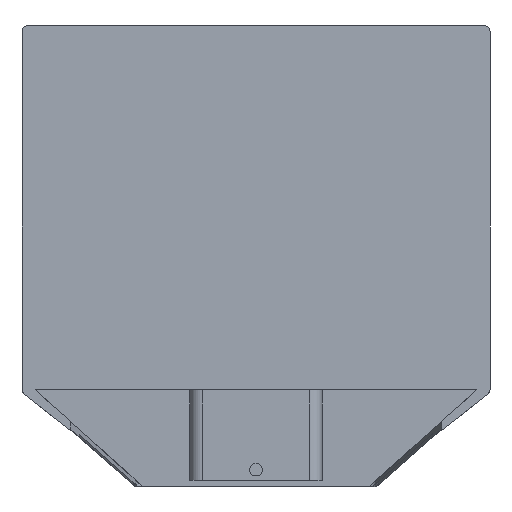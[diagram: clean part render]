
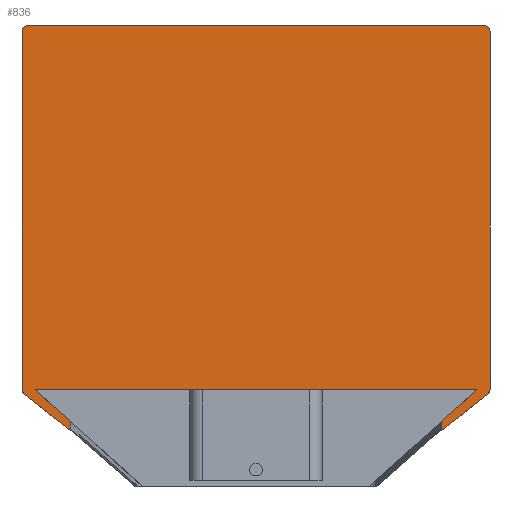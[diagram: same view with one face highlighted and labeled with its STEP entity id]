
A CAD part, front view. The second image highlights one B-rep face of the part: STEP entity #836.
In plain terms, the highlighted planar face has unit normal (0, -1, 0).
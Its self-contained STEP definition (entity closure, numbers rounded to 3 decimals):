
#85 = EDGE_CURVE ( 'NONE', #3356, #2802, #1499, .T. ) ;
#102 = CARTESIAN_POINT ( 'NONE',  ( 68.336, 0., -40.5 ) ) ;
#115 = EDGE_CURVE ( 'NONE', #4915, #2848, #7563, .T. ) ;
#182 = ORIENTED_EDGE ( 'NONE', *, *, #1457, .T. ) ;
#344 = VERTEX_POINT ( 'NONE', #5545 ) ;
#360 = ORIENTED_EDGE ( 'NONE', *, *, #1617, .F. ) ;
#473 = ORIENTED_EDGE ( 'NONE', *, *, #4799, .T. ) ;
#532 = AXIS2_PLACEMENT_3D ( 'NONE', #4008, #3429, #5350 ) ;
#648 = CARTESIAN_POINT ( 'NONE',  ( 72.5, 0., -40.29 ) ) ;
#649 = CARTESIAN_POINT ( 'NONE',  ( -47.48, 0., -60.803 ) ) ;
#652 = VECTOR ( 'NONE', #4303, 1000. ) ;
#674 = CARTESIAN_POINT ( 'NONE',  ( 57.5, 0., -52.7 ) ) ;
#777 = VERTEX_POINT ( 'NONE', #5036 ) ;
#803 = VECTOR ( 'NONE', #5968, 1000. ) ;
#813 = VERTEX_POINT ( 'NONE', #6211 ) ;
#836 = ADVANCED_FACE ( 'NONE', ( #7798 ), #7128, .T. ) ;
#860 = LINE ( 'NONE', #3960, #3005 ) ;
#867 = CARTESIAN_POINT ( 'NONE',  ( -70.5, 0., 70.5 ) ) ;
#873 = ORIENTED_EDGE ( 'NONE', *, *, #85, .F. ) ;
#965 = CARTESIAN_POINT ( 'NONE',  ( -57.5, 0., -50.268 ) ) ;
#988 = VECTOR ( 'NONE', #2000, 1000. ) ;
#1015 = VERTEX_POINT ( 'NONE', #965 ) ;
#1252 = CARTESIAN_POINT ( 'NONE',  ( 68.336, 0., -40.5 ) ) ;
#1285 = CARTESIAN_POINT ( 'NONE',  ( -72.5, 0., 70.5 ) ) ;
#1457 = EDGE_CURVE ( 'NONE', #6185, #8202, #1873, .T. ) ;
#1499 = LINE ( 'NONE', #7773, #6494 ) ;
#1508 = EDGE_CURVE ( 'NONE', #5059, #8202, #7437, .T. ) ;
#1511 = DIRECTION ( 'NONE',  ( 0., -1., 0. ) ) ;
#1527 = EDGE_CURVE ( 'NONE', #6087, #777, #6271, .T. ) ;
#1588 = CARTESIAN_POINT ( 'NONE',  ( 70.5, 0., -40.29 ) ) ;
#1617 = EDGE_CURVE ( 'NONE', #4915, #5927, #8075, .T. ) ;
#1654 = ORIENTED_EDGE ( 'NONE', *, *, #1527, .F. ) ;
#1677 = EDGE_CURVE ( 'NONE', #5534, #6185, #5842, .T. ) ;
#1873 = CIRCLE ( 'NONE', #7886, 2. ) ;
#1928 = ORIENTED_EDGE ( 'NONE', *, *, #1677, .T. ) ;
#1999 = EDGE_CURVE ( 'NONE', #2909, #2848, #5617, .T. ) ;
#2000 = DIRECTION ( 'NONE',  ( -0.743, 0., -0.67 ) ) ;
#2013 = AXIS2_PLACEMENT_3D ( 'NONE', #3301, #3972, #3931 ) ;
#2060 = DIRECTION ( 'NONE',  ( 0.661, 0., 0.751 ) ) ;
#2132 = ORIENTED_EDGE ( 'NONE', *, *, #1508, .F. ) ;
#2274 = CIRCLE ( 'NONE', #2013, 2. ) ;
#2463 = CARTESIAN_POINT ( 'NONE',  ( 72.5, 0., 72.5 ) ) ;
#2583 = EDGE_LOOP ( 'NONE', ( #5407, #4583, #7525, #473, #3912, #5033, #1654, #7452, #873, #5717, #1928, #182, #2132, #3373, #360, #2645 ) ) ;
#2631 = CARTESIAN_POINT ( 'NONE',  ( -57.5, 0., -100.5 ) ) ;
#2645 = ORIENTED_EDGE ( 'NONE', *, *, #115, .T. ) ;
#2802 = VERTEX_POINT ( 'NONE', #6310 ) ;
#2848 = VERTEX_POINT ( 'NONE', #1285 ) ;
#2909 = VERTEX_POINT ( 'NONE', #7689 ) ;
#3005 = VECTOR ( 'NONE', #3328, 1000. ) ;
#3016 = DIRECTION ( 'NONE',  ( -1., 0., 0. ) ) ;
#3301 = CARTESIAN_POINT ( 'NONE',  ( -70.5, 0., -40.29 ) ) ;
#3328 = DIRECTION ( 'NONE',  ( -0.661, 0., 0.751 ) ) ;
#3356 = VERTEX_POINT ( 'NONE', #674 ) ;
#3373 = ORIENTED_EDGE ( 'NONE', *, *, #5249, .T. ) ;
#3390 = LINE ( 'NONE', #102, #988 ) ;
#3429 = DIRECTION ( 'NONE',  ( 0., -1., 0. ) ) ;
#3764 = VECTOR ( 'NONE', #5226, 1000. ) ;
#3823 = CARTESIAN_POINT ( 'NONE',  ( -72.5, 0., 72.5 ) ) ;
#3879 = LINE ( 'NONE', #649, #3764 ) ;
#3912 = ORIENTED_EDGE ( 'NONE', *, *, #5194, .T. ) ;
#3931 = DIRECTION ( 'NONE',  ( 0., 0., -1. ) ) ;
#3960 = CARTESIAN_POINT ( 'NONE',  ( 58.821, 0., -54.201 ) ) ;
#3972 = DIRECTION ( 'NONE',  ( 0., -1., 0. ) ) ;
#3985 = CARTESIAN_POINT ( 'NONE',  ( 0., 0., 0. ) ) ;
#4008 = CARTESIAN_POINT ( 'NONE',  ( 70.5, 0., 70.5 ) ) ;
#4146 = CIRCLE ( 'NONE', #532, 2. ) ;
#4303 = DIRECTION ( 'NONE',  ( 0., 0., -1. ) ) ;
#4372 = VERTEX_POINT ( 'NONE', #6344 ) ;
#4385 = CARTESIAN_POINT ( 'NONE',  ( 57.5, 0., -40.5 ) ) ;
#4471 = VECTOR ( 'NONE', #5465, 1000. ) ;
#4484 = AXIS2_PLACEMENT_3D ( 'NONE', #867, #5182, #7730 ) ;
#4555 = LINE ( 'NONE', #2631, #5619 ) ;
#4573 = DIRECTION ( 'NONE',  ( 0., -1., 0. ) ) ;
#4583 = ORIENTED_EDGE ( 'NONE', *, *, #5195, .T. ) ;
#4799 = EDGE_CURVE ( 'NONE', #813, #4372, #5908, .T. ) ;
#4854 = DIRECTION ( 'NONE',  ( 1., 0., 0. ) ) ;
#4915 = VERTEX_POINT ( 'NONE', #6497 ) ;
#4930 = CARTESIAN_POINT ( 'NONE',  ( -72.5, 0., 72.5 ) ) ;
#5033 = ORIENTED_EDGE ( 'NONE', *, *, #7277, .F. ) ;
#5036 = CARTESIAN_POINT ( 'NONE',  ( -68.336, 0., -40.5 ) ) ;
#5059 = VERTEX_POINT ( 'NONE', #5599 ) ;
#5182 = DIRECTION ( 'NONE',  ( 0., -1., 0. ) ) ;
#5194 = EDGE_CURVE ( 'NONE', #4372, #1015, #4555, .T. ) ;
#5195 = EDGE_CURVE ( 'NONE', #2909, #344, #2274, .T. ) ;
#5226 = DIRECTION ( 'NONE',  ( -0.788, 0., 0.615 ) ) ;
#5249 = EDGE_CURVE ( 'NONE', #5059, #5927, #4146, .T. ) ;
#5309 = DIRECTION ( 'NONE',  ( 0., 0., 1. ) ) ;
#5321 = CARTESIAN_POINT ( 'NONE',  ( 70.5, 0., 72.5 ) ) ;
#5350 = DIRECTION ( 'NONE',  ( 0., 0., -1. ) ) ;
#5351 = VECTOR ( 'NONE', #6341, 1000. ) ;
#5394 = CARTESIAN_POINT ( 'NONE',  ( -68.336, 0., -40.5 ) ) ;
#5407 = ORIENTED_EDGE ( 'NONE', *, *, #1999, .F. ) ;
#5465 = DIRECTION ( 'NONE',  ( 0.743, 0., -0.67 ) ) ;
#5534 = VERTEX_POINT ( 'NONE', #6313 ) ;
#5545 = CARTESIAN_POINT ( 'NONE',  ( -71.731, 0., -41.866 ) ) ;
#5585 = CARTESIAN_POINT ( 'NONE',  ( 71.731, 0., -41.866 ) ) ;
#5599 = CARTESIAN_POINT ( 'NONE',  ( 72.5, 0., 70.5 ) ) ;
#5617 = LINE ( 'NONE', #3823, #5351 ) ;
#5619 = VECTOR ( 'NONE', #5945, 1000. ) ;
#5717 = ORIENTED_EDGE ( 'NONE', *, *, #7573, .F. ) ;
#5842 = LINE ( 'NONE', #6553, #803 ) ;
#5908 = LINE ( 'NONE', #7836, #7752 ) ;
#5927 = VERTEX_POINT ( 'NONE', #5321 ) ;
#5945 = DIRECTION ( 'NONE',  ( 0., 0., 1. ) ) ;
#5968 = DIRECTION ( 'NONE',  ( 0.788, 0., 0.615 ) ) ;
#5982 = EDGE_CURVE ( 'NONE', #813, #344, #3879, .T. ) ;
#6022 = DIRECTION ( 'NONE',  ( 0., 0., -1. ) ) ;
#6087 = VERTEX_POINT ( 'NONE', #1252 ) ;
#6185 = VERTEX_POINT ( 'NONE', #5585 ) ;
#6211 = CARTESIAN_POINT ( 'NONE',  ( -57.645, 0., -52.865 ) ) ;
#6271 = LINE ( 'NONE', #4385, #8153 ) ;
#6310 = CARTESIAN_POINT ( 'NONE',  ( 57.5, 0., -50.268 ) ) ;
#6313 = CARTESIAN_POINT ( 'NONE',  ( 57.645, 0., -52.865 ) ) ;
#6341 = DIRECTION ( 'NONE',  ( 0., 0., 1. ) ) ;
#6344 = CARTESIAN_POINT ( 'NONE',  ( -57.5, 0., -52.7 ) ) ;
#6374 = DIRECTION ( 'NONE',  ( 0., 0., -1. ) ) ;
#6411 = VECTOR ( 'NONE', #4854, 1000. ) ;
#6494 = VECTOR ( 'NONE', #5309, 1000. ) ;
#6497 = CARTESIAN_POINT ( 'NONE',  ( -70.5, 0., 72.5 ) ) ;
#6553 = CARTESIAN_POINT ( 'NONE',  ( 47.48, 0., -60.803 ) ) ;
#6860 = AXIS2_PLACEMENT_3D ( 'NONE', #3985, #4573, #6374 ) ;
#7128 = PLANE ( 'NONE',  #6860 ) ;
#7157 = EDGE_CURVE ( 'NONE', #6087, #2802, #3390, .T. ) ;
#7277 = EDGE_CURVE ( 'NONE', #777, #1015, #7980, .T. ) ;
#7437 = LINE ( 'NONE', #2463, #652 ) ;
#7452 = ORIENTED_EDGE ( 'NONE', *, *, #7157, .T. ) ;
#7525 = ORIENTED_EDGE ( 'NONE', *, *, #5982, .F. ) ;
#7563 = CIRCLE ( 'NONE', #4484, 2. ) ;
#7573 = EDGE_CURVE ( 'NONE', #5534, #3356, #860, .T. ) ;
#7689 = CARTESIAN_POINT ( 'NONE',  ( -72.5, 0., -40.29 ) ) ;
#7730 = DIRECTION ( 'NONE',  ( 0., 0., -1. ) ) ;
#7752 = VECTOR ( 'NONE', #2060, 1000. ) ;
#7773 = CARTESIAN_POINT ( 'NONE',  ( 57.5, 0., -100.5 ) ) ;
#7798 = FACE_OUTER_BOUND ( 'NONE', #2583, .T. ) ;
#7836 = CARTESIAN_POINT ( 'NONE',  ( -58.821, 0., -54.201 ) ) ;
#7886 = AXIS2_PLACEMENT_3D ( 'NONE', #1588, #1511, #6022 ) ;
#7980 = LINE ( 'NONE', #5394, #4471 ) ;
#8075 = LINE ( 'NONE', #4930, #6411 ) ;
#8153 = VECTOR ( 'NONE', #3016, 1000. ) ;
#8202 = VERTEX_POINT ( 'NONE', #648 ) ;
